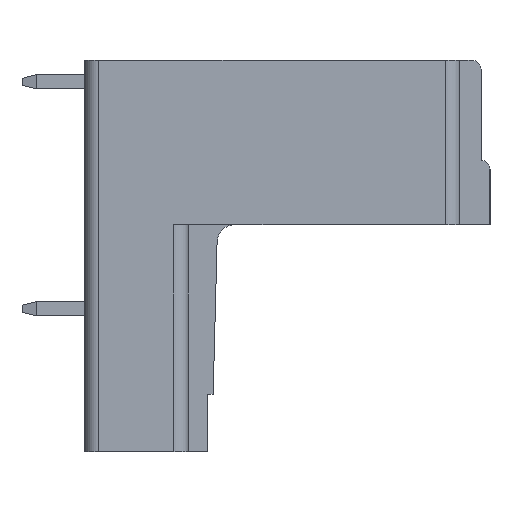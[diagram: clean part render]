
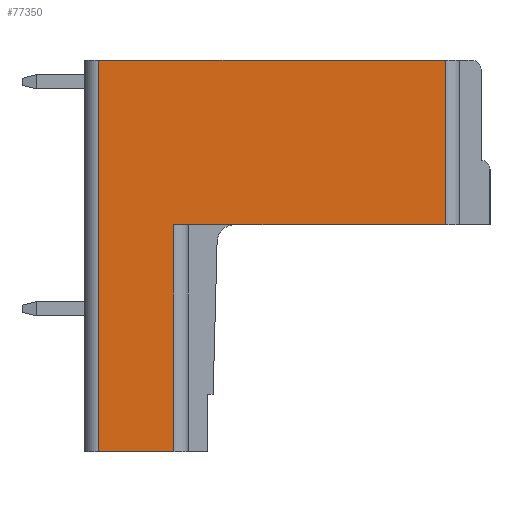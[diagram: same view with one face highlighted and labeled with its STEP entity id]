
A CAD part, left-side view. The second image highlights one B-rep face of the part: STEP entity #77350.
In plain terms, the highlighted planar face has unit normal (-1, 0, 0).
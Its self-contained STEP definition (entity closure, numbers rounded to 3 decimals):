
#1682=DIRECTION('',(0.,-1.,0.));
#1683=VECTOR('',#1682,15.2);
#1684=CARTESIAN_POINT('',(-86.4,6.4,0.));
#1685=LINE('',#1684,#1683);
#18670=DIRECTION('',(0.,0.,1.));
#18671=VECTOR('',#18670,12.7);
#18672=CARTESIAN_POINT('',(-86.4,6.4,-12.7));
#18673=LINE('',#18672,#18671);
#18674=DIRECTION('',(0.,1.,0.));
#18675=VECTOR('',#18674,4.2);
#18676=CARTESIAN_POINT('',(-86.4,6.4,-12.7));
#18677=LINE('',#18676,#18675);
#18678=DIRECTION('',(0.,0.,1.));
#18679=VECTOR('',#18678,21.9);
#18680=CARTESIAN_POINT('',(-86.4,10.6,-12.7));
#18681=LINE('',#18680,#18679);
#18682=DIRECTION('',(0.,-1.,0.));
#18683=VECTOR('',#18682,19.4);
#18684=CARTESIAN_POINT('',(-86.4,10.6,9.2));
#18685=LINE('',#18684,#18683);
#22448=DIRECTION('',(0.,0.,1.));
#22449=VECTOR('',#22448,9.2);
#22450=CARTESIAN_POINT('',(-86.4,-8.8,0.));
#22451=LINE('',#22450,#22449);
#51947=CARTESIAN_POINT('',(-86.4,10.6,-12.7));
#51949=VERTEX_POINT('',#51947);
#51959=CARTESIAN_POINT('',(-86.4,10.6,9.2));
#51961=VERTEX_POINT('',#51959);
#51962=CARTESIAN_POINT('',(-86.4,-8.8,9.2));
#51964=VERTEX_POINT('',#51962);
#51986=CARTESIAN_POINT('',(-86.4,-8.8,0.));
#51988=VERTEX_POINT('',#51986);
#52001=CARTESIAN_POINT('',(-86.4,6.4,0.));
#52003=VERTEX_POINT('',#52001);
#52004=CARTESIAN_POINT('',(-86.4,6.4,-12.7));
#52006=VERTEX_POINT('',#52004);
#77335=CARTESIAN_POINT('',(-86.4,10.6,-12.7));
#77336=DIRECTION('',(1.,0.,0.));
#77337=DIRECTION('',(0.,-1.,0.));
#77338=AXIS2_PLACEMENT_3D('',#77335,#77336,#77337);
#77339=PLANE('',#77338);
#77340=ORIENTED_EDGE('',*,*,#52848,.F.);
#77341=ORIENTED_EDGE('',*,*,#77330,.F.);
#77342=ORIENTED_EDGE('',*,*,#52035,.T.);
#77344=ORIENTED_EDGE('',*,*,#77343,.T.);
#77345=ORIENTED_EDGE('',*,*,#52781,.T.);
#77347=ORIENTED_EDGE('',*,*,#77346,.F.);
#77348=EDGE_LOOP('',(#77340,#77341,#77342,#77344,#77345,#77347));
#77349=FACE_OUTER_BOUND('',#77348,.F.);
#77350=ADVANCED_FACE('',(#77349),#77339,.F.);
#52035=EDGE_CURVE('',#52006,#51949,#18677,.T.);
#52781=EDGE_CURVE('',#51961,#51964,#18685,.T.);
#52848=EDGE_CURVE('',#52003,#51988,#1685,.T.);
#77330=EDGE_CURVE('',#52006,#52003,#18673,.T.);
#77343=EDGE_CURVE('',#51949,#51961,#18681,.T.);
#77346=EDGE_CURVE('',#51988,#51964,#22451,.T.);
